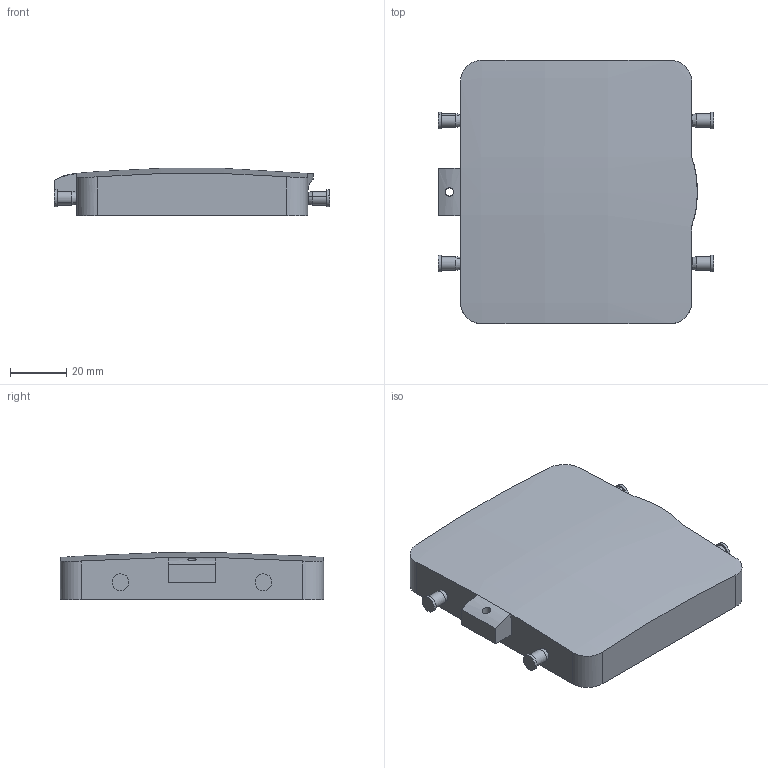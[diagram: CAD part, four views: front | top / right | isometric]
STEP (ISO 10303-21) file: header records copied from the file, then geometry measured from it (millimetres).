
FILE_DESCRIPTION(('CATIA V5 STEP Exchange','CAx-IF Rec.Pracs.--- Model Styling and Organization---1.5--- 2016-08-15','CAx-IF Rec.Pracs.---Supplemental Geometry---1.0---2011-11-01','CAx-IF Rec.Pracs.--- Composite Materials ---1.1---2010-07-15'),'2;1');
FILE_NAME ('008096-2_1', '2025-08-22T09:33:02+00:00', ('none'), ('Weidmueller'), 'CATIA Version 5-6 Release 2024 SP4', 'CATIA V5 STEP AP214 v3', 'none');
FILE_SCHEMA(('AUTOMOTIVE_DESIGN { 1 0 10303 214 1 1 1 1 }'));
Length unit declared in the file: millimetre
Products named in the file (1): 1165790000
Bounding box: 98.4 x 94 x 16.86 mm (x, y, z)
Volume: 41753.2 mm3; surface area: 25447.1 mm2
Topology: 5 solids, 5 shells, 84 faces, 191 edges, 122 vertices
Faces by surface type: cylinder 44, plane 29, cone 8, revolution 2, torus 1
Entity records: 2417 total; most frequent: CARTESIAN_POINT 675, ORIENTED_EDGE 382, DIRECTION 265, EDGE_CURVE 191, AXIS2_PLACEMENT_3D 122, VERTEX_POINT 122, EDGE_LOOP 99, VECTOR 85
